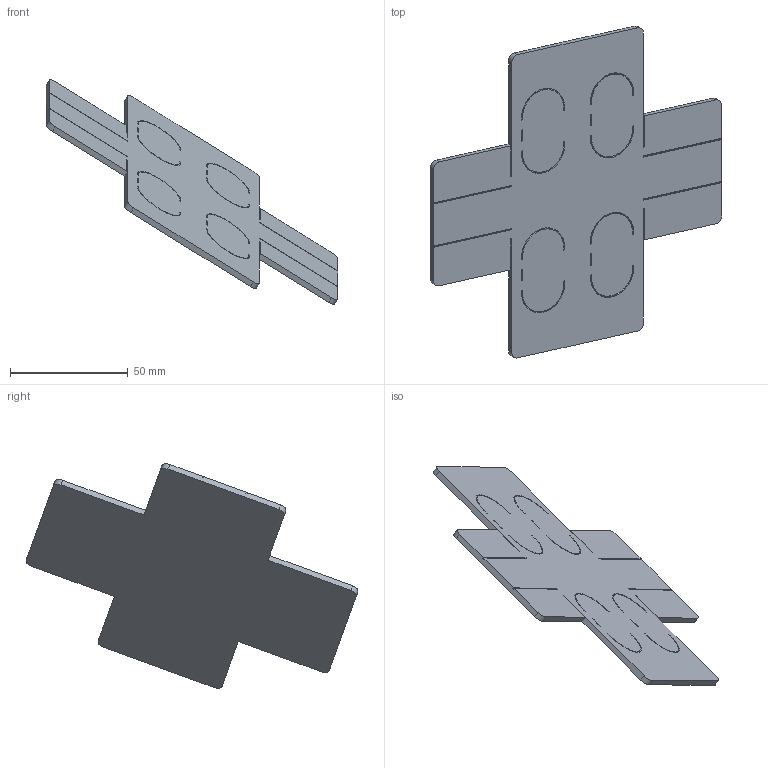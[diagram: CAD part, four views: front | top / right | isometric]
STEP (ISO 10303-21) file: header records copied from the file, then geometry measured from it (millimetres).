
FILE_DESCRIPTION(('CATIA V5 STEP Exchange'),'2;1');
FILE_NAME('F-BOX3.stp','2024-11-20T09:42:32+00:00',('none'),('none'),'CATIA Version 5-6 Release 2016 SP6','CATIA V5 STEP AP203','none');
FILE_SCHEMA(('CONFIG_CONTROL_DESIGN'));
Length unit declared in the file: millimetre
Products named in the file (1): STP
Assembly tree (1 placements, depth 2):
  STP
    #57
Bounding box: 123.76 x 141.03 x 95.34 mm (x, y, z)
Volume: 33915.6 mm3; surface area: 29093.1 mm2
Topology: 1 solids, 1 shells, 184 faces, 454 edges, 284 vertices
Faces by surface type: plane 108, cylinder 68, torus 8
Entity records: 4979 total; most frequent: CARTESIAN_POINT 998, ORIENTED_EDGE 908, DIRECTION 622, EDGE_CURVE 454, VECTOR 346, LINE 346, VERTEX_POINT 284, EDGE_LOOP 196
